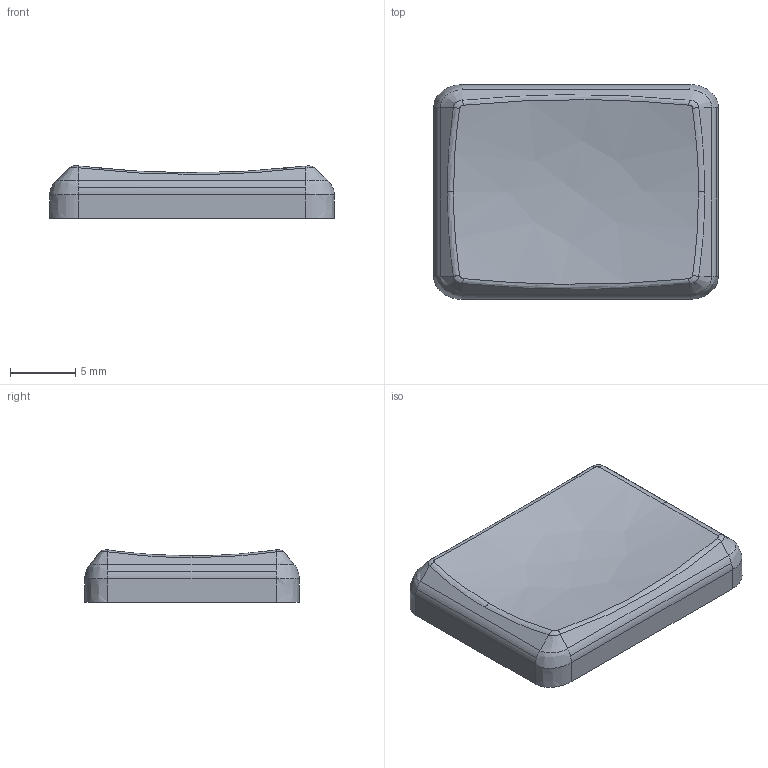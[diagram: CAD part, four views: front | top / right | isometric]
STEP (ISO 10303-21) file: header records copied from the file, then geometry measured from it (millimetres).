
FILE_DESCRIPTION (( 'STEP AP214' ), '1' );
FILE_NAME ('MBK_Keycap_-_1.25u-strectched.STEP', '2021-07-01T05:44:38', ( '' ), ( '' ), 'SwSTEP 2.0', 'SolidWorks 2021', '' );
FILE_SCHEMA (( 'AUTOMOTIVE_DESIGN' ));
Length unit declared in the file: millimetre
Products named in the file (1): MBK_Keycap_-_1.25u-strectched
Bounding box: 21.81 x 16.45 x 4.02 mm (x, y, z)
Surface area: 982.2 mm2 (no closed solid volume)
Topology: 0 solids, 2 shells, 61 faces, 146 edges, 84 vertices
Faces by surface type: bspline 47, plane 14
Entity records: 2861 total; most frequent: CARTESIAN_POINT 1778, ORIENTED_EDGE 276, EDGE_CURVE 142, DIRECTION 90, VERTEX_POINT 84, B_SPLINE_CURVE_WITH_KNOTS 82, EDGE_LOOP 62, FACE_OUTER_BOUND 61
